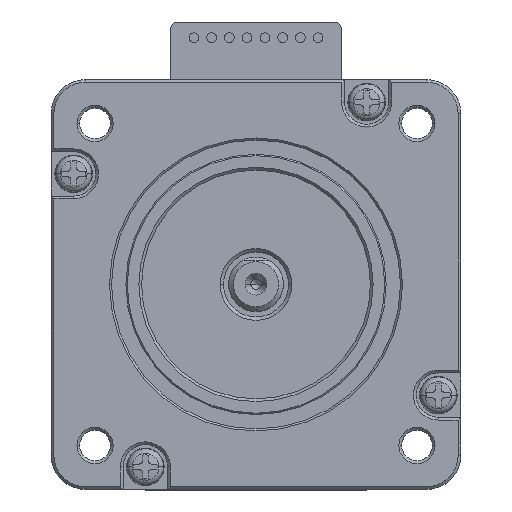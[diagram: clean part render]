
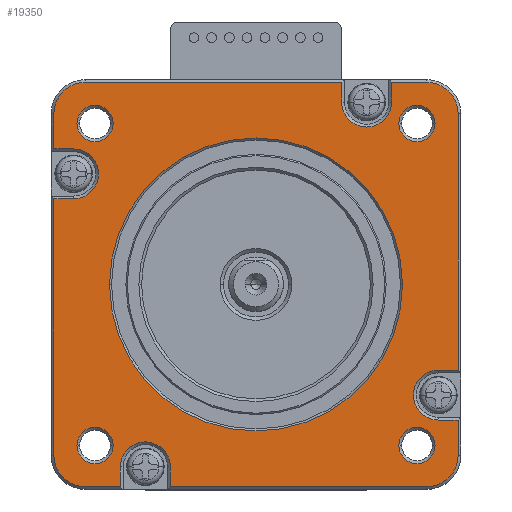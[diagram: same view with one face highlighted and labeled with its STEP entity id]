
A CAD part, top view. The second image highlights one B-rep face of the part: STEP entity #19350.
In plain terms, the highlighted planar face has unit normal (0, 0, 1).
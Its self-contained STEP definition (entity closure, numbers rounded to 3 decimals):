
#12600=CARTESIAN_POINT('',(26.7,-19.85,0.));
#12610=VERTEX_POINT('',#12600);
#12640=CARTESIAN_POINT('',(26.7,-16.2,0.));
#12650=DIRECTION('',(-0.,-0.,-1.));
#12660=DIRECTION('',(1.,0.,0.));
#12670=AXIS2_PLACEMENT_3D('',#12640,#12650,#12660);
#12680=CIRCLE('',#12670,3.65);
#12690=CARTESIAN_POINT('',(26.7,-12.55,0.));
#12700=VERTEX_POINT('',#12690);
#12710=EDGE_CURVE('',#12610,#12700,#12680,.T.);
#12990=CARTESIAN_POINT('',(29.6,-19.85,0.));
#13000=VERTEX_POINT('',#12990);
#13030=CARTESIAN_POINT('',(0.,-19.85,0.));
#13040=DIRECTION('',(1.,0.,-0.));
#13050=VECTOR('',#13040,1.);
#13060=LINE('',#13030,#13050);
#13070=EDGE_CURVE('',#12610,#13000,#13060,.T.);
#15370=CARTESIAN_POINT('',(29.6,-12.55,0.));
#15380=VERTEX_POINT('',#15370);
#15410=CARTESIAN_POINT('',(29.6,0.,0.));
#15420=DIRECTION('',(0.,1.,-0.));
#15430=VECTOR('',#15420,1.);
#15440=LINE('',#15410,#15430);
#15450=CARTESIAN_POINT('',(29.6,25.,
0.));
#15460=VERTEX_POINT('',#15450);
#15470=EDGE_CURVE('',#15380,#15460,#15440,.T.);
#15750=CARTESIAN_POINT('',(29.6,-25.,0.));
#15760=VERTEX_POINT('',#15750);
#15790=CARTESIAN_POINT('',(29.6,0.,0.));
#15800=DIRECTION('',(0.,1.,-0.));
#15810=VECTOR('',#15800,1.);
#15820=LINE('',#15790,#15810);
#15830=EDGE_CURVE('',#15760,#13000,#15820,.T.);
#16740=CARTESIAN_POINT('',(0.,-12.55,0.));
#16750=DIRECTION('',(-1.,0.,0.));
#16760=VECTOR('',#16750,1.);
#16770=LINE('',#16740,#16760);
#16780=EDGE_CURVE('',#15380,#12700,#16770,.T.);
#16910=CARTESIAN_POINT('',(-29.6,-29.6,0.));
#16920=DIRECTION('',(0.,0.,1.));
#16930=DIRECTION('',(1.,0.,-0.));
#16940=AXIS2_PLACEMENT_3D('',#16910,#16920,#16930);
#16950=PLANE('',#16940);
#16960=CARTESIAN_POINT('',(12.55,0.,0.));
#16970=DIRECTION('',(0.,-1.,-0.));
#16980=VECTOR('',#16970,1.);
#16990=LINE('',#16960,#16980);
#17000=CARTESIAN_POINT('',(12.55,29.6,0.));
#17010=VERTEX_POINT('',#17000);
#17020=CARTESIAN_POINT('',(12.55,26.7,0.));
#17030=VERTEX_POINT('',#17020);
#17040=EDGE_CURVE('',#17010,#17030,#16990,.T.);
#17050=ORIENTED_EDGE('',*,*,#17040,.F.);
#17060=CARTESIAN_POINT('',(16.2,26.7,0.));
#17070=DIRECTION('',(-0.,-0.,-1.));
#17080=DIRECTION('',(1.,0.,0.));
#17090=AXIS2_PLACEMENT_3D('',#17060,#17070,#17080);
#17100=CIRCLE('',#17090,3.65);
#17110=CARTESIAN_POINT('',(19.85,26.7,0.));
#17120=VERTEX_POINT('',#17110);
#17130=EDGE_CURVE('',#17120,#17030,#17100,.T.);
#17140=ORIENTED_EDGE('',*,*,#17130,.T.);
#17150=CARTESIAN_POINT('',(19.85,0.,-0.));
#17160=DIRECTION('',(0.,1.,-0.));
#17170=VECTOR('',#17160,1.);
#17180=LINE('',#17150,#17170);
#17190=CARTESIAN_POINT('',(19.85,29.6,0.));
#17200=VERTEX_POINT('',#17190);
#17210=EDGE_CURVE('',#17120,#17200,#17180,.T.);
#17220=ORIENTED_EDGE('',*,*,#17210,.F.);
#17230=CARTESIAN_POINT('',(0.,29.6,0.));
#17240=DIRECTION('',(-1.,-0.,-0.));
#17250=VECTOR('',#17240,1.);
#17260=LINE('',#17230,#17250);
#17270=CARTESIAN_POINT('',(25.,29.6,0.));
#17280=VERTEX_POINT('',#17270);
#17290=EDGE_CURVE('',#17280,#17200,#17260,.T.);
#17300=ORIENTED_EDGE('',*,*,#17290,.T.);
#17310=CARTESIAN_POINT('',(25.,25.,0.));
#17320=DIRECTION('',(-0.,-0.,1.));
#17330=DIRECTION('',(-1.,0.,-0.));
#17340=AXIS2_PLACEMENT_3D('',#17310,#17320,#17330);
#17350=CIRCLE('',#17340,4.6);
#17360=EDGE_CURVE('',#15460,#17280,#17350,.T.);
#17370=ORIENTED_EDGE('',*,*,#17360,.T.);
#17380=ORIENTED_EDGE('',*,*,#15470,.T.);
#17390=ORIENTED_EDGE('',*,*,#16780,.F.);
#17400=ORIENTED_EDGE('',*,*,#12710,.T.);
#17410=ORIENTED_EDGE('',*,*,#13070,.F.);
#17420=ORIENTED_EDGE('',*,*,#15830,.T.);
#17430=CARTESIAN_POINT('',(25.,-25.,0.));
#17440=DIRECTION('',(-0.,-0.,1.));
#17450=DIRECTION('',(-1.,0.,-0.));
#17460=AXIS2_PLACEMENT_3D('',#17430,#17440,#17450);
#17470=CIRCLE('',#17460,4.6);
#17480=CARTESIAN_POINT('',(25.,-29.6,0.));
#17490=VERTEX_POINT('',#17480);
#17500=EDGE_CURVE('',#17490,#15760,#17470,.T.);
#17510=ORIENTED_EDGE('',*,*,#17500,.T.);
#17520=CARTESIAN_POINT('',(0.,-29.6,0.));
#17530=DIRECTION('',(1.,-0.,-0.));
#17540=VECTOR('',#17530,1.);
#17550=LINE('',#17520,#17540);
#17560=CARTESIAN_POINT('',(-12.55,-29.6,0.));
#17570=VERTEX_POINT('',#17560);
#17580=EDGE_CURVE('',#17570,#17490,#17550,.T.);
#17590=ORIENTED_EDGE('',*,*,#17580,.T.);
#17600=CARTESIAN_POINT('',(-12.55,0.,0.));
#17610=DIRECTION('',(0.,1.,-0.));
#17620=VECTOR('',#17610,1.);
#17630=LINE('',#17600,#17620);
#17640=CARTESIAN_POINT('',(-12.55,-26.7,
0.));
#17650=VERTEX_POINT('',#17640);
#17660=EDGE_CURVE('',#17570,#17650,#17630,.T.);
#17670=ORIENTED_EDGE('',*,*,#17660,.F.);
#17680=CARTESIAN_POINT('',(-16.2,-26.7,0.));
#17690=DIRECTION('',(-0.,-0.,-1.));
#17700=DIRECTION('',(1.,0.,0.));
#17710=AXIS2_PLACEMENT_3D('',#17680,#17690,#17700);
#17720=CIRCLE('',#17710,3.65);
#17730=CARTESIAN_POINT('',(-19.85,-26.7,0.));
#17740=VERTEX_POINT('',#17730);
#17750=EDGE_CURVE('',#17740,#17650,#17720,.T.);
#17760=ORIENTED_EDGE('',*,*,#17750,.T.);
#17770=CARTESIAN_POINT('',(-19.85,0.,0.));
#17780=DIRECTION('',(0.,-1.,-0.));
#17790=VECTOR('',#17780,1.);
#17800=LINE('',#17770,#17790);
#17810=CARTESIAN_POINT('',(-19.85,-29.6,0.));
#17820=VERTEX_POINT('',#17810);
#17830=EDGE_CURVE('',#17740,#17820,#17800,.T.);
#17840=ORIENTED_EDGE('',*,*,#17830,.F.);
#17850=CARTESIAN_POINT('',(0.,-29.6,0.));
#17860=DIRECTION('',(1.,-0.,-0.));
#17870=VECTOR('',#17860,1.);
#17880=LINE('',#17850,#17870);
#17890=CARTESIAN_POINT('',(-25.,-29.6,0.));
#17900=VERTEX_POINT('',#17890);
#17910=EDGE_CURVE('',#17900,#17820,#17880,.T.);
#17920=ORIENTED_EDGE('',*,*,#17910,.T.);
#17930=CARTESIAN_POINT('',(-25.,-25.,0.));
#17940=DIRECTION('',(-0.,-0.,1.));
#17950=DIRECTION('',(-1.,0.,-0.));
#17960=AXIS2_PLACEMENT_3D('',#17930,#17940,#17950);
#17970=CIRCLE('',#17960,4.6);
#17980=CARTESIAN_POINT('',(-29.6,-25.,0.));
#17990=VERTEX_POINT('',#17980);
#18000=EDGE_CURVE('',#17990,#17900,#17970,.T.);
#18010=ORIENTED_EDGE('',*,*,#18000,.T.);
#18020=CARTESIAN_POINT('',(-29.6,0.,0.));
#18030=DIRECTION('',(0.,-1.,-0.));
#18040=VECTOR('',#18030,1.);
#18050=LINE('',#18020,#18040);
#18060=CARTESIAN_POINT('',(-29.6,12.55,0.));
#18070=VERTEX_POINT('',#18060);
#18080=EDGE_CURVE('',#18070,#17990,#18050,.T.);
#18090=ORIENTED_EDGE('',*,*,#18080,.T.);
#18100=CARTESIAN_POINT('',(0.,12.55,-0.));
#18110=DIRECTION('',(1.,-0.,-0.));
#18120=VECTOR('',#18110,1.);
#18130=LINE('',#18100,#18120);
#18140=CARTESIAN_POINT('',(-26.7,12.55,0.))
;
#18150=VERTEX_POINT('',#18140);
#18160=EDGE_CURVE('',#18070,#18150,#18130,.T.);
#18170=ORIENTED_EDGE('',*,*,#18160,.F.);
#18180=CARTESIAN_POINT('',(-26.7,16.2,0.));
#18190=DIRECTION('',(-0.,-0.,-1.));
#18200=DIRECTION('',(1.,0.,0.));
#18210=AXIS2_PLACEMENT_3D('',#18180,#18190,#18200);
#18220=CIRCLE('',#18210,3.65);
#18230=CARTESIAN_POINT('',(-26.7,19.85,0.));
#18240=VERTEX_POINT('',#18230);
#18250=EDGE_CURVE('',#18240,#18150,#18220,.T.);
#18260=ORIENTED_EDGE('',*,*,#18250,.T.);
#18270=CARTESIAN_POINT('',(0.,19.85,0.));
#18280=DIRECTION('',(-1.,-0.,-0.));
#18290=VECTOR('',#18280,1.);
#18300=LINE('',#18270,#18290);
#18310=CARTESIAN_POINT('',(-29.6,19.85,0.));
#18320=VERTEX_POINT('',#18310);
#18330=EDGE_CURVE('',#18240,#18320,#18300,.T.);
#18340=ORIENTED_EDGE('',*,*,#18330,.F.);
#18350=CARTESIAN_POINT('',(-29.6,0.,0.));
#18360=DIRECTION('',(0.,-1.,-0.));
#18370=VECTOR('',#18360,1.);
#18380=LINE('',#18350,#18370);
#18390=CARTESIAN_POINT('',(-29.6,25.,0.));
#18400=VERTEX_POINT('',#18390);
#18410=EDGE_CURVE('',#18400,#18320,#18380,.T.);
#18420=ORIENTED_EDGE('',*,*,#18410,.T.);
#18430=CARTESIAN_POINT('',(-25.,25.,0.));
#18440=DIRECTION('',(-0.,-0.,1.));
#18450=DIRECTION('',(-1.,0.,-0.));
#18460=AXIS2_PLACEMENT_3D('',#18430,#18440,#18450);
#18470=CIRCLE('',#18460,4.6);
#18480=CARTESIAN_POINT('',(-25.,29.6,0.));
#18490=VERTEX_POINT('',#18480);
#18500=EDGE_CURVE('',#18490,#18400,#18470,.T.);
#18510=ORIENTED_EDGE('',*,*,#18500,.T.);
#18520=CARTESIAN_POINT('',(0.,29.6,0.));
#18530=DIRECTION('',(-1.,-0.,-0.));
#18540=VECTOR('',#18530,1.);
#18550=LINE('',#18520,#18540);
#18560=EDGE_CURVE('',#17010,#18490,#18550,.T.);
#18570=ORIENTED_EDGE('',*,*,#18560,.T.);
#18580=EDGE_LOOP('',(#18570,#18510,#18420,#18340,#18260,#18170,#18090,
#18010,#17920,#17840,#17760,#17670,#17590,#17510,#17420,#17410,#17400,
#17390,#17380,#17370,#17300,#17220,#17140,#17050));
#18590=FACE_OUTER_BOUND('',#18580,.T.);
#18600=CARTESIAN_POINT('',(0.,0.,
0.));
#18610=DIRECTION('',(-0.,-0.,-1.));
#18620=DIRECTION('',(1.,0.,0.));
#18630=AXIS2_PLACEMENT_3D('',#18600,#18610,#18620);
#18640=CIRCLE('',#18630,21.45);
#18650=CARTESIAN_POINT('',(-21.45,0.,0.));
#18660=VERTEX_POINT('',#18650);
#18670=CARTESIAN_POINT('',(21.45,0.,
0.));
#18680=VERTEX_POINT('',#18670);
#18690=EDGE_CURVE('',#18660,#18680,#18640,.T.);
#18700=ORIENTED_EDGE('',*,*,#18690,.T.);
#18710=EDGE_CURVE('',#18680,#18660,#18640,.T.);
#18720=ORIENTED_EDGE('',*,*,#18710,.T.);
#18730=EDGE_LOOP('',(#18720,#18700));
#18740=FACE_BOUND('',#18730,.T.);
#18750=CARTESIAN_POINT('',(-23.57,-23.57,0.));
#18760=DIRECTION('',(-0.,-0.,-1.));
#18770=DIRECTION('',(1.,0.,0.));
#18780=AXIS2_PLACEMENT_3D('',#18750,#18760,#18770);
#18790=CIRCLE('',#18780,2.65);
#18800=CARTESIAN_POINT('',(-20.92,-23.57,0.));
#18810=VERTEX_POINT('',#18800);
#18820=CARTESIAN_POINT('',(-26.22,-23.57,0.));
#18830=VERTEX_POINT('',#18820);
#18840=EDGE_CURVE('',#18810,#18830,#18790,.T.);
#18850=ORIENTED_EDGE('',*,*,#18840,.T.);
#18860=EDGE_CURVE('',#18830,#18810,#18790,.T.);
#18870=ORIENTED_EDGE('',*,*,#18860,.T.);
#18880=EDGE_LOOP('',(#18870,#18850));
#18890=FACE_BOUND('',#18880,.T.);
#18900=CARTESIAN_POINT('',(23.57,-23.57,0.));
#18910=DIRECTION('',(-0.,-0.,-1.));
#18920=DIRECTION('',(1.,0.,0.));
#18930=AXIS2_PLACEMENT_3D('',#18900,#18910,#18920);
#18940=CIRCLE('',#18930,2.65);
#18950=CARTESIAN_POINT('',(20.92,-23.57,0.));
#18960=VERTEX_POINT('',#18950);
#18970=CARTESIAN_POINT('',(26.22,-23.57,0.));
#18980=VERTEX_POINT('',#18970);
#18990=EDGE_CURVE('',#18960,#18980,#18940,.T.);
#19000=ORIENTED_EDGE('',*,*,#18990,.T.);
#19010=EDGE_CURVE('',#18980,#18960,#18940,.T.);
#19020=ORIENTED_EDGE('',*,*,#19010,.T.);
#19030=EDGE_LOOP('',(#19020,#19000));
#19040=FACE_BOUND('',#19030,.T.);
#19050=CARTESIAN_POINT('',(23.57,23.57,0.));
#19060=DIRECTION('',(-0.,-0.,-1.));
#19070=DIRECTION('',(1.,0.,0.));
#19080=AXIS2_PLACEMENT_3D('',#19050,#19060,#19070);
#19090=CIRCLE('',#19080,2.65);
#19100=CARTESIAN_POINT('',(20.92,23.57,0.));
#19110=VERTEX_POINT('',#19100);
#19120=CARTESIAN_POINT('',(26.22,23.57,0.));
#19130=VERTEX_POINT('',#19120);
#19140=EDGE_CURVE('',#19110,#19130,#19090,.T.);
#19150=ORIENTED_EDGE('',*,*,#19140,.T.);
#19160=EDGE_CURVE('',#19130,#19110,#19090,.T.);
#19170=ORIENTED_EDGE('',*,*,#19160,.T.);
#19180=EDGE_LOOP('',(#19170,#19150));
#19190=FACE_BOUND('',#19180,.T.);
#19200=CARTESIAN_POINT('',(-23.57,23.57,0.));
#19210=DIRECTION('',(-0.,-0.,-1.));
#19220=DIRECTION('',(1.,0.,0.));
#19230=AXIS2_PLACEMENT_3D('',#19200,#19210,#19220);
#19240=CIRCLE('',#19230,2.65);
#19250=CARTESIAN_POINT('',(-26.22,23.57,0.));
#19260=VERTEX_POINT('',#19250);
#19270=CARTESIAN_POINT('',(-20.92,23.57,0.));
#19280=VERTEX_POINT('',#19270);
#19290=EDGE_CURVE('',#19260,#19280,#19240,.T.);
#19300=ORIENTED_EDGE('',*,*,#19290,.T.);
#19310=EDGE_CURVE('',#19280,#19260,#19240,.T.);
#19320=ORIENTED_EDGE('',*,*,#19310,.T.);
#19330=EDGE_LOOP('',(#19320,#19300));
#19340=FACE_BOUND('',#19330,.T.);
#19350=ADVANCED_FACE('',(#18590,#18740,#18890,#19040,#19190,#19340),
#16950,.T.);
